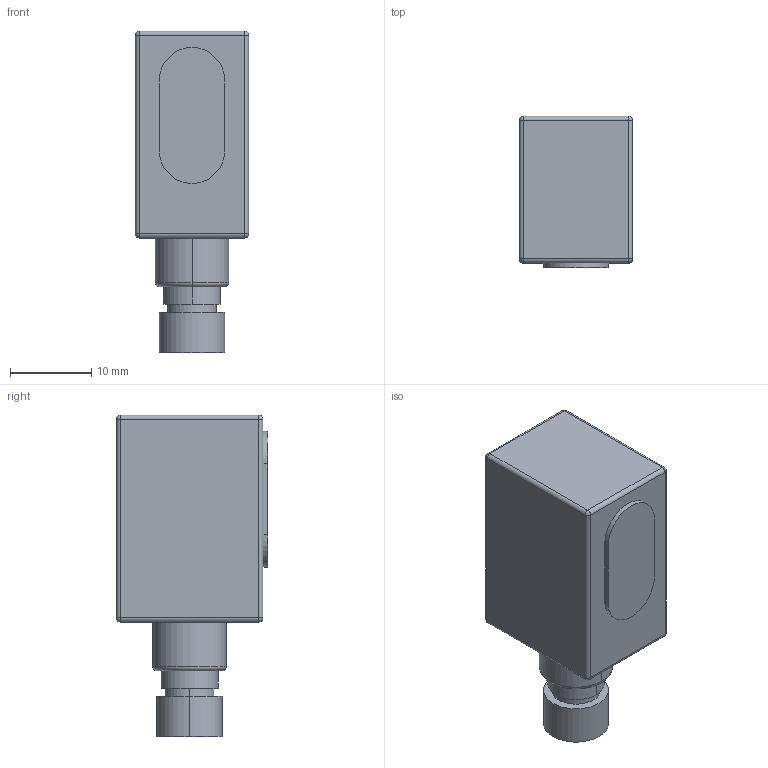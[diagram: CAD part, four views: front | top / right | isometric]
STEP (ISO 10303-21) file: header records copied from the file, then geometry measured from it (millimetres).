
FILE_DESCRIPTION((''),'2;1');
FILE_NAME('ML4_1_F400107B','2006-01-03T',('Pepperl+Fuchs'),('Industriehansa'),'PRO/ENGINEER BY PARAMETRIC TECHNOLOGY CORPORATION, 2005290','PRO/ENGINEER BY PARAMETRIC TECHNOLOGY CORPORATION, 2005290','');
FILE_SCHEMA(('AUTOMOTIVE_DESIGN_CC2 { 1 2 10303 214 -1 1 5 2 }'));
Length unit declared in the file: millimetre
Products named in the file (1): ML4_1_F400107B
Bounding box: 13.9 x 18.6 x 39.5 mm (x, y, z)
Volume: 7130.2 mm3; surface area: 2544.1 mm2
Topology: 1 solids, 1 shells, 55 faces, 124 edges, 94 vertices
Faces by surface type: cylinder 26, plane 15, sphere 8, torus 6
Entity records: 2135 total; most frequent: DIRECTION 300, CARTESIAN_POINT 244, ORIENTED_EDGE 216, PRESENTATION_STYLE_ASSIGNMENT 147, STYLED_ITEM 141, CURVE_STYLE 127, AXIS2_PLACEMENT_3D 120, EDGE_CURVE 108
